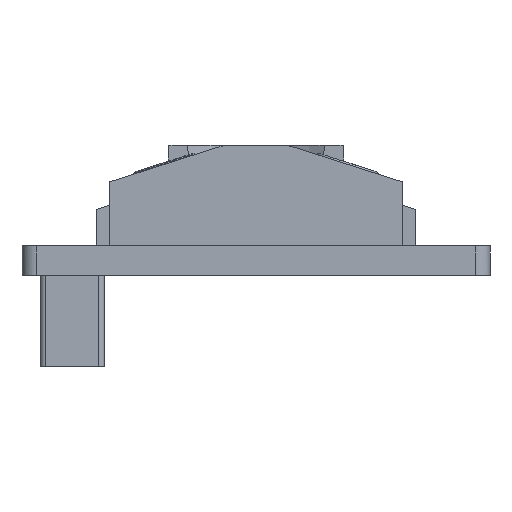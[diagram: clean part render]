
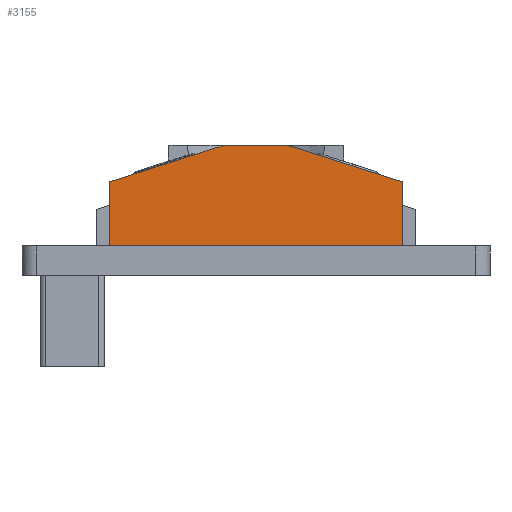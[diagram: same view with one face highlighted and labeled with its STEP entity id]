
A CAD part, front view. The second image highlights one B-rep face of the part: STEP entity #3155.
In plain terms, the highlighted free-form (B-spline) face has degree [1, 1] with [2, 2] control points.
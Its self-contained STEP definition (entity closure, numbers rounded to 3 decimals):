
#1092 = EDGE_CURVE('',#1093,#1095,#1097,.T.);
#1093 = VERTEX_POINT('',#1094);
#1094 = CARTESIAN_POINT('',(2.104,-12.386,7.576)
  );
#1095 = VERTEX_POINT('',#1096);
#1096 = CARTESIAN_POINT('',(9.62,-12.386,
    5.171));
#1097 = B_SPLINE_CURVE_WITH_KNOTS('',1,(#1098,#1099),.UNSPECIFIED.,.F.,
  .F.,(2,2),(-5.535,1.027),.PIECEWISE_BEZIER_KNOTS.);
#1098 = CARTESIAN_POINT('',(2.104,-12.386,7.576)
  );
#1099 = CARTESIAN_POINT('',(9.62,-12.386,
    5.171));
#1201 = EDGE_CURVE('',#1202,#1204,#1206,.T.);
#1202 = VERTEX_POINT('',#1203);
#1203 = CARTESIAN_POINT('',(-9.62,-12.386,
    5.171));
#1204 = VERTEX_POINT('',#1205);
#1205 = CARTESIAN_POINT('',(-2.104,-12.386,7.576
    ));
#1206 = B_SPLINE_CURVE_WITH_KNOTS('',1,(#1207,#1208),.UNSPECIFIED.,.F.,
  .F.,(2,2),(-8.806,-2.244),.PIECEWISE_BEZIER_KNOTS.);
#1207 = CARTESIAN_POINT('',(-9.62,-12.386,
    5.171));
#1208 = CARTESIAN_POINT('',(-2.104,-12.386,7.576
    ));
#3155 = ADVANCED_FACE('',(#3156),#3184,.F.);
#3156 = FACE_BOUND('',#3157,.T.);
#3157 = EDGE_LOOP('',(#3158,#3165,#3166,#3171,#3172,#3179));
#3158 = ORIENTED_EDGE('',*,*,#3159,.F.);
#3159 = EDGE_CURVE('',#1095,#3160,#3162,.T.);
#3160 = VERTEX_POINT('',#3161);
#3161 = CARTESIAN_POINT('',(9.62,-12.386,
    0.962));
#3162 = B_SPLINE_CURVE_WITH_KNOTS('',1,(#3163,#3164),.UNSPECIFIED.,.F.,
  .F.,(2,2),(-1.75,1.75),.PIECEWISE_BEZIER_KNOTS.);
#3163 = CARTESIAN_POINT('',(9.62,-12.386,
    5.171));
#3164 = CARTESIAN_POINT('',(9.62,-12.386,
    0.962));
#3165 = ORIENTED_EDGE('',*,*,#1092,.F.);
#3166 = ORIENTED_EDGE('',*,*,#3167,.F.);
#3167 = EDGE_CURVE('',#1204,#1093,#3168,.T.);
#3168 = B_SPLINE_CURVE_WITH_KNOTS('',1,(#3169,#3170),.UNSPECIFIED.,.F.,
  .F.,(2,2),(-6.681,-3.181),.PIECEWISE_BEZIER_KNOTS.);
#3169 = CARTESIAN_POINT('',(-2.104,-12.386,7.576
    ));
#3170 = CARTESIAN_POINT('',(2.104,-12.386,7.576)
  );
#3171 = ORIENTED_EDGE('',*,*,#1201,.F.);
#3172 = ORIENTED_EDGE('',*,*,#3173,.F.);
#3173 = EDGE_CURVE('',#3174,#1202,#3176,.T.);
#3174 = VERTEX_POINT('',#3175);
#3175 = CARTESIAN_POINT('',(-9.62,-12.386,
    0.962));
#3176 = B_SPLINE_CURVE_WITH_KNOTS('',1,(#3177,#3178),.UNSPECIFIED.,.F.,
  .F.,(2,2),(0.,3.5),.PIECEWISE_BEZIER_KNOTS.);
#3177 = CARTESIAN_POINT('',(-9.62,-12.386,
    0.962));
#3178 = CARTESIAN_POINT('',(-9.62,-12.386,
    5.171));
#3179 = ORIENTED_EDGE('',*,*,#3180,.F.);
#3180 = EDGE_CURVE('',#3160,#3174,#3181,.T.);
#3181 = B_SPLINE_CURVE_WITH_KNOTS('',1,(#3182,#3183),.UNSPECIFIED.,.F.,
  .F.,(2,2),(4.8,20.8),.PIECEWISE_BEZIER_KNOTS.);
#3182 = CARTESIAN_POINT('',(9.62,-12.386,
    0.962));
#3183 = CARTESIAN_POINT('',(-9.62,-12.386,
    0.962));
#3184 = B_SPLINE_SURFACE_WITH_KNOTS('',1,1,(
    (#3185,#3186)
    ,(#3187,#3188
    )),.UNSPECIFIED.,.F.,.F.,.F.,(2,2),(2,2),(3.613,
    19.613),(0.,5.5),.PIECEWISE_BEZIER_KNOTS.);
#3185 = CARTESIAN_POINT('',(9.62,-12.386,
    0.962));
#3186 = CARTESIAN_POINT('',(9.62,-12.386,7.576)
  );
#3187 = CARTESIAN_POINT('',(-9.62,-12.386,
    0.962));
#3188 = CARTESIAN_POINT('',(-9.62,-12.386,7.576
    ));
